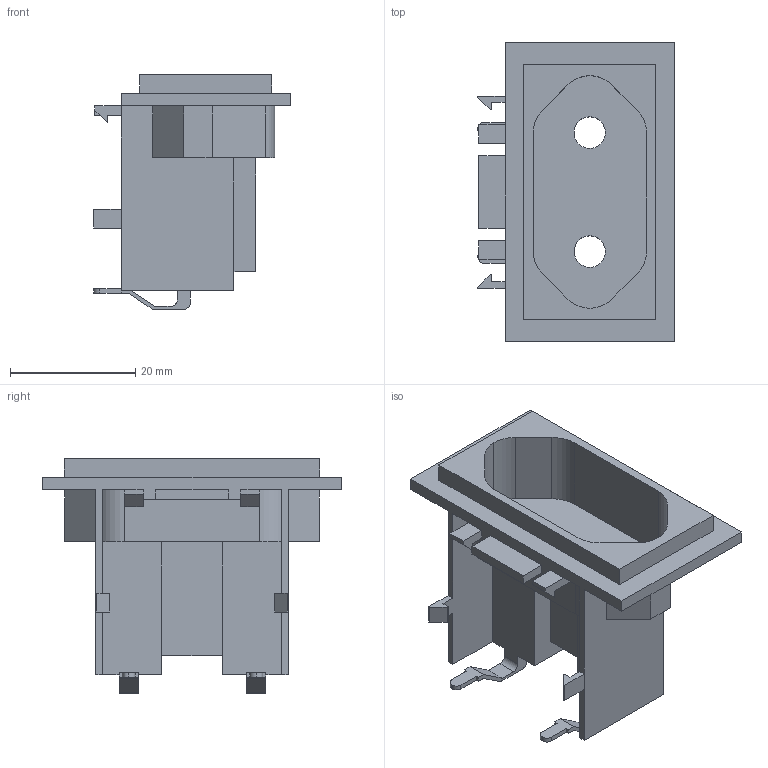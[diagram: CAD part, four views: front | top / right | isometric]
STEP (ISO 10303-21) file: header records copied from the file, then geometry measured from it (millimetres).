
FILE_DESCRIPTION (( 'STEP AP214' ), '1' );
FILE_NAME ('tomada.STEP', '2019-12-10T21:04:23', ( '' ), ( '' ), 'SwSTEP 2.0', 'SolidWorks 2018', '' );
FILE_SCHEMA (( 'AUTOMOTIVE_DESIGN' ));
Length unit declared in the file: millimetre
Products named in the file (1): tomada
Bounding box: 31.4 x 47.7 x 37.5 mm (x, y, z)
Volume: 8149.1 mm3; surface area: 10183.7 mm2
Topology: 1 solids, 1 shells, 158 faces, 450 edges, 298 vertices
Faces by surface type: plane 130, cylinder 28
Entity records: 5564 total; most frequent: CARTESIAN_POINT 907, ORIENTED_EDGE 900, DIRECTION 824, EDGE_CURVE 450, VECTOR 394, LINE 394, VERTEX_POINT 298, AXIS2_PLACEMENT_3D 215
